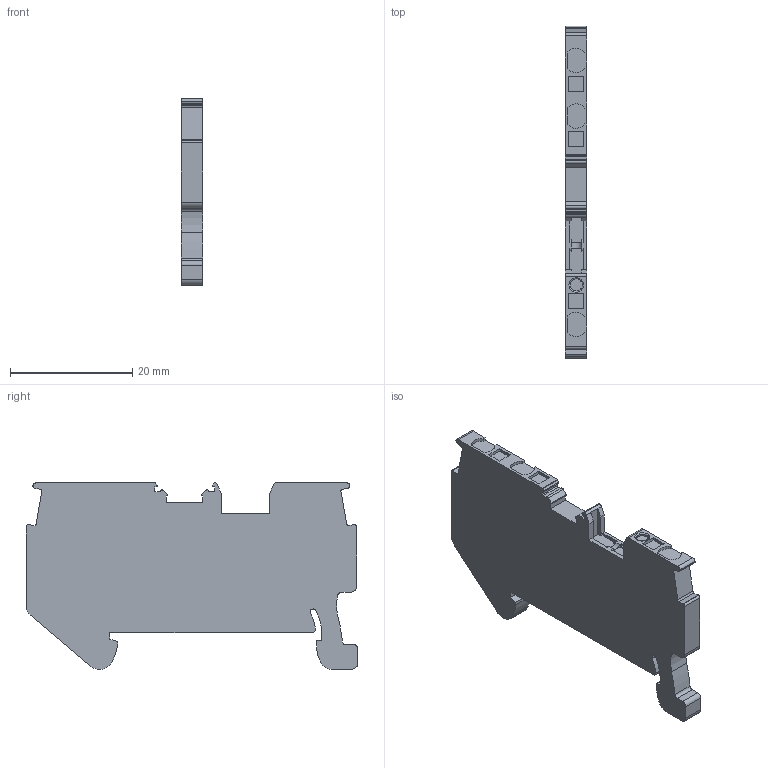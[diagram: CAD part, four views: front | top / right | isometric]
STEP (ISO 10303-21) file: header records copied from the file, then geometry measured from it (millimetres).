
FILE_DESCRIPTION( ( 'STEP AP214' ), '1' );
FILE_NAME( 'DPT1.5-3-20200317.stp', '2022-12-15T10:12:06', ( ' ' ), ( ' ' ), 'XStep 1.0', ' ', ' ' );
FILE_SCHEMA( ( 'CONFIG_CONTROL_DESIGN) ( )' ) );
Length unit declared in the file: metre
Products named in the file (1): DPT1.5-3-M101_草
Bounding box: 3.5 x 54.3 x 30.5 mm (x, y, z)
Volume: 4411.7 mm3; surface area: 3322.9 mm2
Topology: 1 solids, 1 shells, 163 faces, 464 edges, 307 vertices
Faces by surface type: plane 103, cylinder 59, torus 1
Full cylindrical faces by diameter (mm): 2 x1
Entity records: 6607 total; most frequent: CARTESIAN_POINT 931, ORIENTED_EDGE 922, DIRECTION 913, EDGE_CURVE 461, LINE 337, VECTOR 337, VERTEX_POINT 306, AXIS2_PLACEMENT_3D 288
